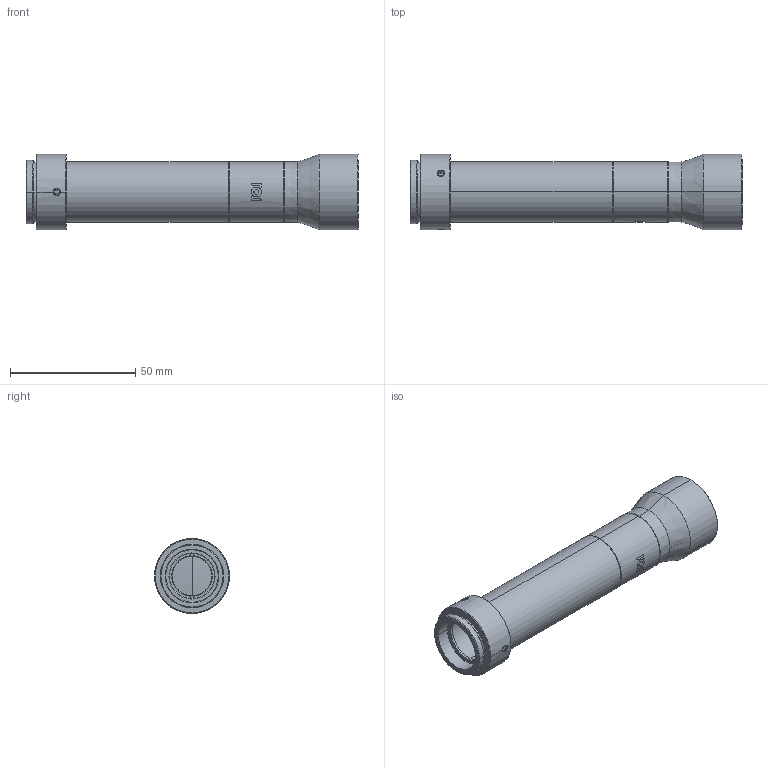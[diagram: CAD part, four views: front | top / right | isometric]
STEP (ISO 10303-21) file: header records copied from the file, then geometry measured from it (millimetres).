
FILE_DESCRIPTION(('FreeCAD Model'),'2;1');
FILE_NAME('Open CASCADE Shape Model','2025-01-22T12:02:03',(''),(''), 'Open CASCADE STEP processor 7.8','FreeCAD','Unknown');
FILE_SCHEMA(('AUTOMOTIVE_DESIGN { 1 0 10303 214 1 1 1 1 }'));
Length unit declared in the file: millimetre
Products named in the file (18): VA-LCM-TC-0-1X-WD110-015; 504-V0; SOLID; COMPOUND003; COMPOUND; COMPOUND001; COMPOUND002; 508-V0; 204_AF0_ASM; 503-V2_AF0; 306-V2_AF0; 516-V0; JD30303001; 502-V0_AF0; 201_AF0_ASM; 501-V1_AF0; 301-V2_AF0; 511-V1_AF0
Assembly tree (19 placements, depth 4):
  VA-LCM-TC-0-1X-WD110-015
    504-V0
      SOLID
      COMPOUND003
        COMPOUND
        COMPOUND001
        COMPOUND002
    508-V0
    204_AF0_ASM
      503-V2_AF0
      306-V2_AF0
      516-V0
    JD30303001  x3
    502-V0_AF0
    201_AF0_ASM
      501-V1_AF0
      301-V2_AF0
      511-V1_AF0
Bounding box: 132.69 x 30 x 30 mm (x, y, z)
Volume: 14950.5 mm3; surface area: 26979 mm2
Topology: 12 solids, 15 shells, 296 faces, 704 edges, 440 vertices
Faces by surface type: cylinder 108, cone 87, plane 75, bspline 22, sphere 4
Entity records: 16509 total; most frequent: CARTESIAN_POINT 10485, DIRECTION 1199, ORIENTED_EDGE 1116, EDGE_CURVE 564, AXIS2_PLACEMENT_3D 478, VERTEX_POINT 350, FACE_BOUND 278, EDGE_LOOP 278
